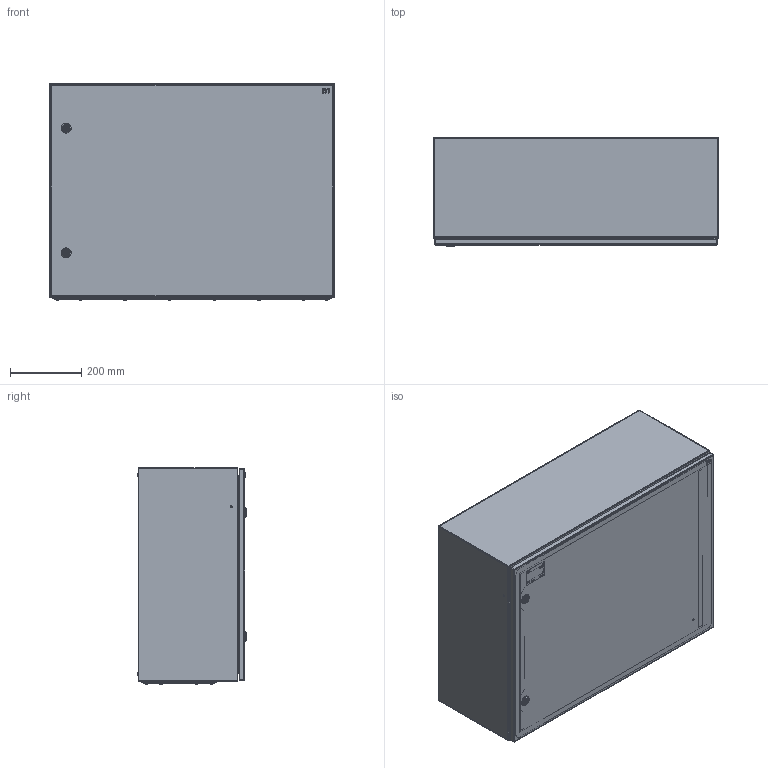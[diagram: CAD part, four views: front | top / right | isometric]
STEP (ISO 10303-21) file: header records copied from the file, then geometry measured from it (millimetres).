
FILE_DESCRIPTION((''),'2;1');
FILE_NAME('GT_60_80_30_ASM','2021-11-04T',('marketing.praksa'),('Audax d.o.o.'),'CREO PARAMETRIC BY PTC INC, 2017480','CREO PARAMETRIC BY PTC INC, 2017480','');
FILE_SCHEMA(('AUTOMOTIVE_DESIGN { 1 0 10303 214 1 1 1 1 }'));
Products named in the file (51): KOR_GT_60-80-30_1; PRZEPUST_1_2_3_4_5_6_7_8_9_1_15; ZAWIAS_1_2_3_4_5_6_7_8_9_10__14; TULEJA_1_2_3_4_5_6_7_8_9_10__14; PLYTA_1_2_3_4_5_6_7_8_9_10_1_14; NAKRETKA_M8_1_2_3_4_5_6_7_8__16; ZASLEPKA_10_7_1_2_3_4_5_6_7__15; SCREWS_60-80-30_1_1; SCREWS_60-80-30_1_2; SCREWS_60-80-30_1_3; SCREWS_60-80-30_1_4; SCREWS_60-80-30_1_5; SCREWS_60-80-30_1_6; SCREWS_60-80-30_1_7; SCREWS_60-80-30_1_8; SCREWS_60-80-30_1_9; SCREWS_60-80-30_1_10; SCREWS_60-80-30_1_11; SCREWS_60-80-30_1_12; SCREWS_60-80-30_1_13; SCREWS_60-80-30_1_14; SCREWS_60-80-30_1_15; SCREWS_60-80-30_1_16; DRZWI_1_2_3_4_5_6_7_8_84_1_1__2; 1_EB_1000-U6_H__KORPUS-47051__5; 1_EB_1000-U6_H__WK_ADKA-47052_6; 1_EB_1000-U6_H__SRUBA-47053_1_5; DRZWI_1_2_3_4_5_6_7_8_86_1_1__2; 1_EB_1000-U6_H__NAKR_TKA-4705_5; DRZWI_1_2_3_4_5_6_7_8_87_1_1__2; 1_EB_1000-U6_H__KORPUS-47057__5; 1_EB_1000-U6_H__WK_ADKA-47058_6; 1_EB_1000-U6_H__SRUBA-47059_1_5; DRZWI_1_2_3_4_5_6_7_8_88_1_1__2; 1_EB_1000-U6_H__NAKR_TKA-4706_5; DRZWI_1_2_3_4_5_6_7_8_89_1_1__2; DRZWI_1_2_3_4_5_6_7__93_1_1_2_3; DRZWI_1_2_3_4_5_6_7_8_82_1_1__2; ZAWIAS_3_ST47_002_ELEMENT-47_11; ZAWIAS_3_ST47_002_ELEMENT-47__1 ...
Assembly tree (60 placements, depth 2):
  GT_60_80_30_ASM
    KOR_GT_60-80-30_1
    PRZEPUST_1_2_3_4_5_6_7_8_9_1_15
    ZAWIAS_1_2_3_4_5_6_7_8_9_10__14  x2
    TULEJA_1_2_3_4_5_6_7_8_9_10__14  x4
    PLYTA_1_2_3_4_5_6_7_8_9_10_1_14
    NAKRETKA_M8_1_2_3_4_5_6_7_8__16  x4
    ZASLEPKA_10_7_1_2_3_4_5_6_7__15  x4
    SCREWS_60-80-30_1_1
    SCREWS_60-80-30_1_2
    SCREWS_60-80-30_1_3
    SCREWS_60-80-30_1_4
    SCREWS_60-80-30_1_5
    SCREWS_60-80-30_1_6
    SCREWS_60-80-30_1_7
    SCREWS_60-80-30_1_8
    SCREWS_60-80-30_1_9
    SCREWS_60-80-30_1_10
    SCREWS_60-80-30_1_11
    SCREWS_60-80-30_1_12
    SCREWS_60-80-30_1_13
    SCREWS_60-80-30_1_14
    SCREWS_60-80-30_1_15
    SCREWS_60-80-30_1_16
    DRZWI_1_2_3_4_5_6_7_8_84_1_1__2
    1_EB_1000-U6_H__KORPUS-47051__5
    1_EB_1000-U6_H__WK_ADKA-47052_6
    1_EB_1000-U6_H__SRUBA-47053_1_5
    DRZWI_1_2_3_4_5_6_7_8_86_1_1__2
    1_EB_1000-U6_H__NAKR_TKA-4705_5
    DRZWI_1_2_3_4_5_6_7_8_87_1_1__2
    1_EB_1000-U6_H__KORPUS-47057__5
    1_EB_1000-U6_H__WK_ADKA-47058_6
    1_EB_1000-U6_H__SRUBA-47059_1_5
    DRZWI_1_2_3_4_5_6_7_8_88_1_1__2
    1_EB_1000-U6_H__NAKR_TKA-4706_5
    DRZWI_1_2_3_4_5_6_7_8_89_1_1__2
    DRZWI_1_2_3_4_5_6_7__93_1_1_2_3
    DRZWI_1_2_3_4_5_6_7_8_82_1_1__2
    ZAWIAS_3_ST47_002_ELEMENT-47_11
    ZAWIAS_3_ST47_002_ELEMENT-47__1
    DRZWI_1_2_3_4_5_6_7_8_83_1_1__2
    DRZWI_1_2_3_4_5_6_7__90_1_1_1_3
    DRZWI_1_2_3_4_5_6_7__91_1_1_1_3
    ANSI_B27_7M_3CMI-4-47065_1_1__2
    ANSI_B27_7M_3CMI-4-47066_1_1__2
    DRZWI_1_2_3_4_5_6_7_8_81_1_1__6
    DRZWI_1_2_3_4_5_6_7_8_85_1_1_12
    ETI_LOGO_1_1_1_1_1_2_3_4_5_6_18
    ETI_LOGO_2_1_1_1_1_2_3_4_5_6_18
    ETI_LOGO_3_1_1_1_1_2_3_4_5_6_18
Bounding box: 800 x 306.02 x 608.14 mm (x, y, z)
Volume: 3820586.8 mm3; surface area: 4978530 mm2
Topology: 60 solids, 60 shells, 3180 faces, 8725 edges, 5790 vertices
Faces by surface type: plane 1413, cylinder 1127, torus 200, cone 146, extrusion 136, bspline 94, sphere 64
Entity records: 118420 total; most frequent: CARTESIAN_POINT 22857, DIRECTION 14279, ORIENTED_EDGE 13922, PRESENTATION_STYLE_ASSIGNMENT 7580, STYLED_ITEM 7580, CURVE_STYLE 6961, EDGE_CURVE 6961, AXIS2_PLACEMENT_3D 5337
